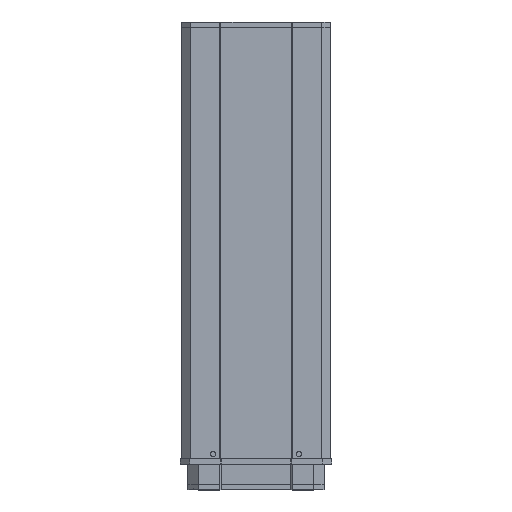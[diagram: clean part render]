
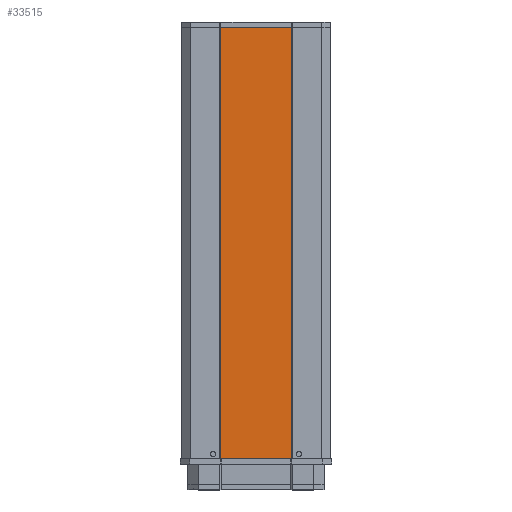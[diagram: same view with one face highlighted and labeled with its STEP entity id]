
A CAD part, top view. The second image highlights one B-rep face of the part: STEP entity #33515.
In plain terms, the highlighted planar face has unit normal (0, 0, 1).
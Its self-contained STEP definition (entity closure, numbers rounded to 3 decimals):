
#816 = VECTOR ( 'NONE', #15839, 1000. ) ;
#862 = VERTEX_POINT ( 'NONE', #30078 ) ;
#1375 = EDGE_CURVE ( 'NONE', #24084, #862, #20687, .T. ) ;
#2742 = LINE ( 'NONE', #30867, #32708 ) ;
#3265 = VECTOR ( 'NONE', #27732, 1000. ) ;
#3823 = DIRECTION ( 'NONE',  ( -1., 0., 0. ) ) ;
#4569 = VERTEX_POINT ( 'NONE', #9584 ) ;
#6700 = PLANE ( 'NONE',  #32595 ) ;
#6998 = EDGE_CURVE ( 'NONE', #36738, #4569, #8792, .T. ) ;
#8792 = LINE ( 'NONE', #36825, #816 ) ;
#9584 = CARTESIAN_POINT ( 'NONE',  ( 31.5, 390., 66. ) ) ;
#10055 = ORIENTED_EDGE ( 'NONE', *, *, #6998, .F. ) ;
#11232 = LINE ( 'NONE', #33633, #3265 ) ;
#11583 = FACE_OUTER_BOUND ( 'NONE', #19528, .T. ) ;
#11789 = VECTOR ( 'NONE', #32507, 1000. ) ;
#13602 = EDGE_CURVE ( 'NONE', #4569, #862, #11232, .T. ) ;
#15839 = DIRECTION ( 'NONE',  ( 1., 0., 0. ) ) ;
#16015 = EDGE_CURVE ( 'NONE', #36738, #24084, #2742, .T. ) ;
#17163 = CARTESIAN_POINT ( 'NONE',  ( -31.5, 0., 66. ) ) ;
#18931 = DIRECTION ( 'NONE',  ( 0., -1., 0. ) ) ;
#19528 = EDGE_LOOP ( 'NONE', ( #10055, #25020, #31104, #38194 ) ) ;
#20687 = LINE ( 'NONE', #29484, #11789 ) ;
#21730 = DIRECTION ( 'NONE',  ( 0., 0., -1. ) ) ;
#24084 = VERTEX_POINT ( 'NONE', #17163 ) ;
#25020 = ORIENTED_EDGE ( 'NONE', *, *, #16015, .T. ) ;
#27732 = DIRECTION ( 'NONE',  ( 0., -1., 0. ) ) ;
#29484 = CARTESIAN_POINT ( 'NONE',  ( -31.5, 0., 66. ) ) ;
#30078 = CARTESIAN_POINT ( 'NONE',  ( 31.5, 0., 66. ) ) ;
#30867 = CARTESIAN_POINT ( 'NONE',  ( -31.5, 589.505, 66. ) ) ;
#31104 = ORIENTED_EDGE ( 'NONE', *, *, #1375, .T. ) ;
#32507 = DIRECTION ( 'NONE',  ( 1., 0., 0. ) ) ;
#32595 = AXIS2_PLACEMENT_3D ( 'NONE', #33654, #21730, #3823 ) ;
#32708 = VECTOR ( 'NONE', #18931, 1000. ) ;
#33515 = ADVANCED_FACE ( 'NONE', ( #11583 ), #6700, .F. ) ;
#33633 = CARTESIAN_POINT ( 'NONE',  ( 31.5, 589.505, 66. ) ) ;
#33654 = CARTESIAN_POINT ( 'NONE',  ( -31.5, 589.505, 66. ) ) ;
#36738 = VERTEX_POINT ( 'NONE', #36834 ) ;
#36825 = CARTESIAN_POINT ( 'NONE',  ( -31.5, 390., 66. ) ) ;
#36834 = CARTESIAN_POINT ( 'NONE',  ( -31.5, 390., 66. ) ) ;
#38194 = ORIENTED_EDGE ( 'NONE', *, *, #13602, .F. ) ;
